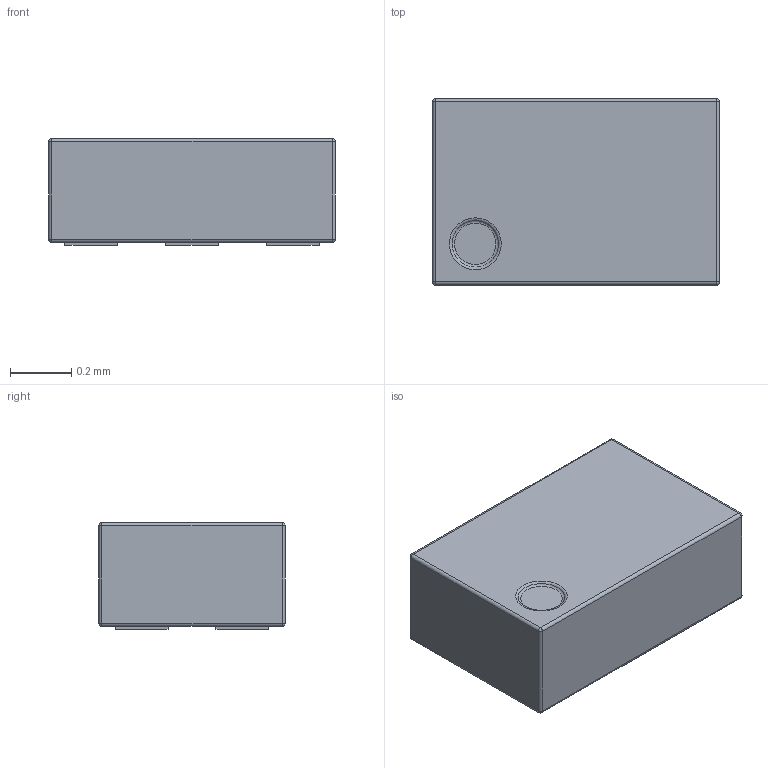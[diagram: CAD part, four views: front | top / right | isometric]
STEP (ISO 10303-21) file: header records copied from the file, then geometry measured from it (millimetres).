
FILE_DESCRIPTION(/* description */ (''),/* implementation_level */ '2;1');
FILE_NAME(/* name */ 'SP1012-05WTG v0.step',/* time_stamp */ '2023-02-01T22:39:49+03:00',/* author */ (''),/* organization */ (''),/* preprocessor_version */ 'ST-DEVELOPER v19.2',/* originating_system */ 'Autodesk Translation Framework v11.17.0.187',/* authorisation */ '');
FILE_SCHEMA (('AUTOMOTIVE_DESIGN { 1 0 10303 214 3 1 1 }'));
Length unit declared in the file: millimetre
Products named in the file (3): SP1012-05WTG; Body; Pins
Assembly tree (2 placements, depth 2):
  SP1012-05WTG
    Body
    Pins
Bounding box: 0.94 x 0.61 x 0.35 mm (x, y, z)
Volume: 0.2 mm3; surface area: 2.6 mm2
Topology: 7 solids, 7 shells, 65 faces, 125 edges, 75 vertices
Faces by surface type: plane 43, cylinder 12, sphere 8, torus 2
Entity records: 1702 total; most frequent: DIRECTION 294, CARTESIAN_POINT 270, ORIENTED_EDGE 250, EDGE_CURVE 125, AXIS2_PLACEMENT_3D 99, LINE 96, VECTOR 96, VERTEX_POINT 75
